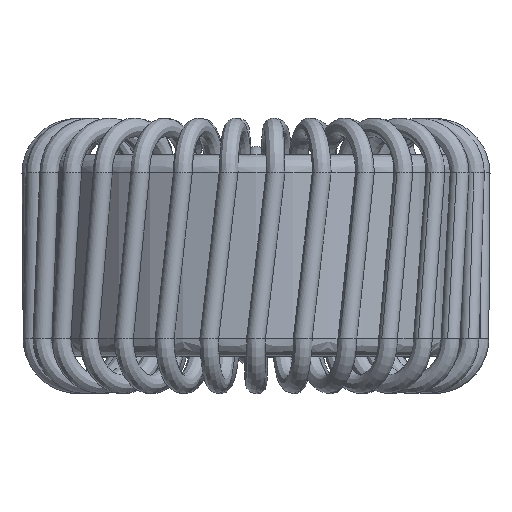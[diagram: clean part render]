
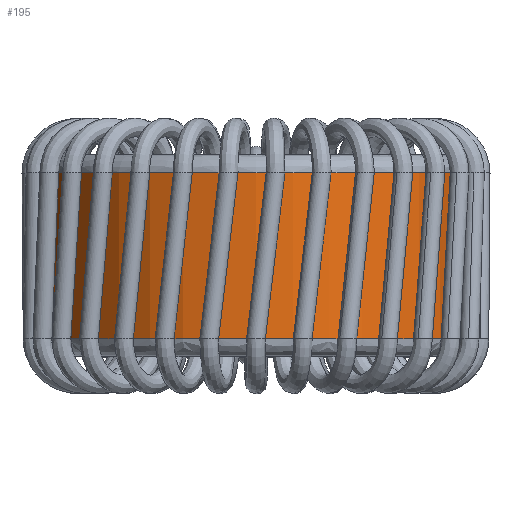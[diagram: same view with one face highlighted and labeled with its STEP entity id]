
A CAD part, top view. The second image highlights one B-rep face of the part: STEP entity #195.
In plain terms, the highlighted cylindrical face has radius 12.065 mm (diameter 24.13 mm), a full revolution.
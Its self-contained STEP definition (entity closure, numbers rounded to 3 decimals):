
#169 = EDGE_CURVE('',#170,#170,#172,.T.);
#170 = VERTEX_POINT('',#171);
#171 = CARTESIAN_POINT('',(0.,4.699,3.175));
#172 = CIRCLE('',#173,12.065);
#173 = AXIS2_PLACEMENT_3D('',#174,#175,#176);
#174 = CARTESIAN_POINT('',(0.,4.699,15.24));
#175 = DIRECTION('',(0.,-1.,0.));
#176 = DIRECTION('',(0.,0.,-1.));
#195 = ADVANCED_FACE('',(#196),#215,.T.);
#196 = FACE_BOUND('',#197,.T.);
#197 = EDGE_LOOP('',(#198,#199,#207,#214));
#198 = ORIENTED_EDGE('',*,*,#169,.T.);
#199 = ORIENTED_EDGE('',*,*,#200,.T.);
#200 = EDGE_CURVE('',#170,#201,#203,.T.);
#201 = VERTEX_POINT('',#202);
#202 = CARTESIAN_POINT('',(0.,-4.699,3.175));
#203 = LINE('',#204,#205);
#204 = CARTESIAN_POINT('',(0.,4.699,3.175));
#205 = VECTOR('',#206,1.);
#206 = DIRECTION('',(0.,-1.,0.));
#207 = ORIENTED_EDGE('',*,*,#208,.F.);
#208 = EDGE_CURVE('',#201,#201,#209,.T.);
#209 = CIRCLE('',#210,12.065);
#210 = AXIS2_PLACEMENT_3D('',#211,#212,#213);
#211 = CARTESIAN_POINT('',(0.,-4.699,15.24));
#212 = DIRECTION('',(0.,-1.,0.));
#213 = DIRECTION('',(0.,0.,-1.));
#214 = ORIENTED_EDGE('',*,*,#200,.F.);
#215 = CYLINDRICAL_SURFACE('',#216,12.065);
#216 = AXIS2_PLACEMENT_3D('',#217,#218,#219);
#217 = CARTESIAN_POINT('',(0.,4.699,15.24));
#218 = DIRECTION('',(0.,-1.,0.));
#219 = DIRECTION('',(0.,0.,-1.));
